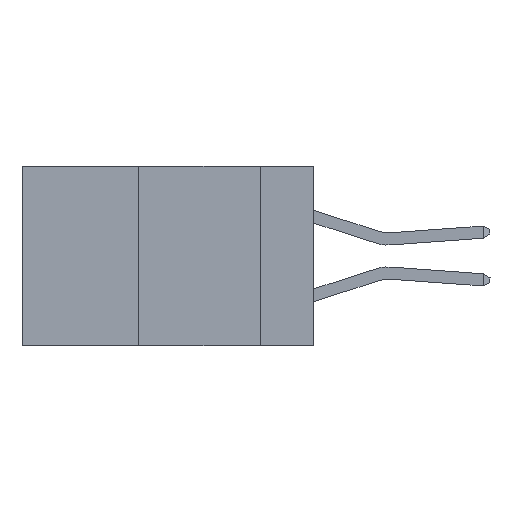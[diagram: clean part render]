
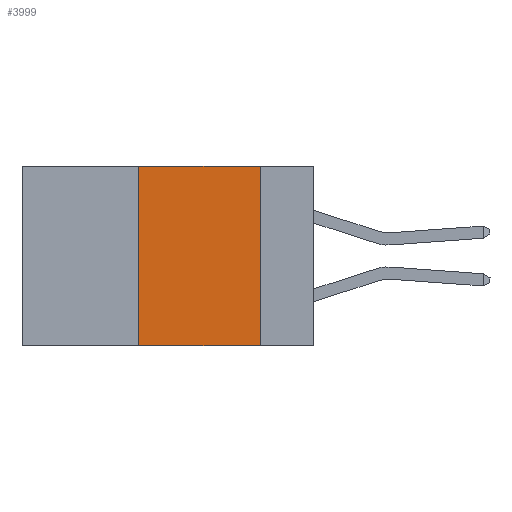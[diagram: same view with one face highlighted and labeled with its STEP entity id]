
A CAD part, left-side view. The second image highlights one B-rep face of the part: STEP entity #3999.
In plain terms, the highlighted planar face has unit normal (-1, 0, 0).
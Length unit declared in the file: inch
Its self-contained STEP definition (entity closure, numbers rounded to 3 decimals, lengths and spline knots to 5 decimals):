
#355 = AXIS2_PLACEMENT_3D ( 'NONE', #20717, #14941, #3988 ) ;
#1239 = EDGE_CURVE ( 'NONE', #2638, #6287, #13340, .T. ) ;
#1526 = DIRECTION ( 'NONE',  ( 0., 0., 1. ) ) ;
#1808 = CARTESIAN_POINT ( 'NONE',  ( 0., 0.11, 0. ) ) ;
#1822 = LINE ( 'NONE', #16484, #7039 ) ;
#1937 = CARTESIAN_POINT ( 'NONE',  ( 0., 0.36, 0. ) ) ;
#2242 = ORIENTED_EDGE ( 'NONE', *, *, #1239, .F. ) ;
#2638 = VERTEX_POINT ( 'NONE', #13418 ) ;
#3988 = DIRECTION ( 'NONE',  ( 0., 0., -1. ) ) ;
#3999 = ADVANCED_FACE ( 'NONE', ( #8270 ), #11613, .F. ) ;
#5519 = DIRECTION ( 'NONE',  ( 0., 0., -1. ) ) ;
#6287 = VERTEX_POINT ( 'NONE', #1937 ) ;
#7039 = VECTOR ( 'NONE', #20167, 39.37008 ) ;
#7887 = EDGE_LOOP ( 'NONE', ( #18530, #22224, #2242, #10668 ) ) ;
#8270 = FACE_OUTER_BOUND ( 'NONE', #7887, .T. ) ;
#8473 = VECTOR ( 'NONE', #22270, 39.37008 ) ;
#9277 = CARTESIAN_POINT ( 'NONE',  ( 0., 0.6, -0.37 ) ) ;
#9338 = LINE ( 'NONE', #9277, #8473 ) ;
#10410 = LINE ( 'NONE', #1808, #15328 ) ;
#10651 = VERTEX_POINT ( 'NONE', #13997 ) ;
#10668 = ORIENTED_EDGE ( 'NONE', *, *, #16938, .T. ) ;
#11469 = CARTESIAN_POINT ( 'NONE',  ( 0., 0.11, -0.37 ) ) ;
#11613 = PLANE ( 'NONE',  #355 ) ;
#12484 = CARTESIAN_POINT ( 'NONE',  ( 0., 0.36, 0. ) ) ;
#13340 = LINE ( 'NONE', #12484, #22648 ) ;
#13418 = CARTESIAN_POINT ( 'NONE',  ( 0., 0.36, -0.37 ) ) ;
#13782 = EDGE_CURVE ( 'NONE', #10651, #21959, #10410, .T. ) ;
#13997 = CARTESIAN_POINT ( 'NONE',  ( 0., 0.11, 0. ) ) ;
#14941 = DIRECTION ( 'NONE',  ( 1., 0., 0. ) ) ;
#15328 = VECTOR ( 'NONE', #5519, 39.37008 ) ;
#16484 = CARTESIAN_POINT ( 'NONE',  ( 0., 0.6, 0. ) ) ;
#16938 = EDGE_CURVE ( 'NONE', #2638, #21959, #9338, .T. ) ;
#18530 = ORIENTED_EDGE ( 'NONE', *, *, #13782, .F. ) ;
#20167 = DIRECTION ( 'NONE',  ( 0., -1., 0. ) ) ;
#20717 = CARTESIAN_POINT ( 'NONE',  ( 0., 0.6, 0. ) ) ;
#21675 = EDGE_CURVE ( 'NONE', #6287, #10651, #1822, .T. ) ;
#21959 = VERTEX_POINT ( 'NONE', #11469 ) ;
#22224 = ORIENTED_EDGE ( 'NONE', *, *, #21675, .F. ) ;
#22270 = DIRECTION ( 'NONE',  ( 0., -1., 0. ) ) ;
#22648 = VECTOR ( 'NONE', #1526, 39.37008 ) ;
